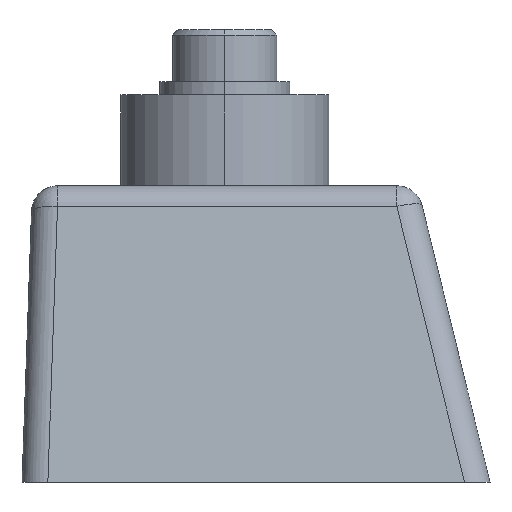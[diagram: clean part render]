
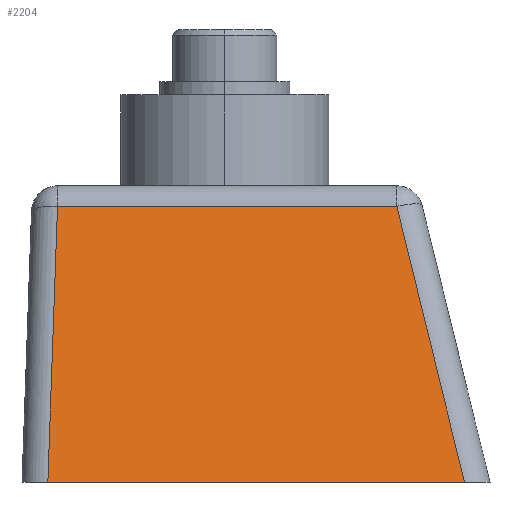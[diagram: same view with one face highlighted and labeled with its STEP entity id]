
A CAD part, left-side view. The second image highlights one B-rep face of the part: STEP entity #2204.
In plain terms, the highlighted planar face has unit normal (-0.979, 0, 0.206).
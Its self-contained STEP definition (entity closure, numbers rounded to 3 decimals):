
#14 = CARTESIAN_POINT ( 'NONE',  ( -9., 9., 0. ) ) ;
#65 = EDGE_LOOP ( 'NONE', ( #1280, #1702, #963, #2093 ) ) ;
#283 = CARTESIAN_POINT ( 'NONE',  ( -9., 8.007, 0. ) ) ;
#288 = EDGE_CURVE ( 'NONE', #1830, #1559, #1339, .T. ) ;
#294 = FACE_OUTER_BOUND ( 'NONE', #65, .T. ) ;
#302 = VECTOR ( 'NONE', #712, 1000. ) ;
#322 = LINE ( 'NONE', #688, #2087 ) ;
#353 = CARTESIAN_POINT ( 'NONE',  ( -6.767, 7.634, 10.606 ) ) ;
#439 = DIRECTION ( 'NONE',  ( -0.206, 0.034, -0.978 ) ) ;
#551 = VECTOR ( 'NONE', #896, 1000. ) ;
#640 = CARTESIAN_POINT ( 'NONE',  ( -8.562, 7.934, 2.081 ) ) ;
#688 = CARTESIAN_POINT ( 'NONE',  ( -8.263, -7.162, 3.499 ) ) ;
#712 = DIRECTION ( 'NONE',  ( 0., -1., 0. ) ) ;
#729 = EDGE_CURVE ( 'NONE', #1698, #1830, #876, .T. ) ;
#832 = DIRECTION ( 'NONE',  ( 0.206, 0., 0.979 ) ) ;
#876 = LINE ( 'NONE', #1075, #551 ) ;
#896 = DIRECTION ( 'NONE',  ( 0., 1., 0. ) ) ;
#952 = CARTESIAN_POINT ( 'NONE',  ( -6.767, -5.416, 10.606 ) ) ;
#956 = VECTOR ( 'NONE', #439, 1000. ) ;
#963 = ORIENTED_EDGE ( 'NONE', *, *, #1916, .T. ) ;
#984 = DIRECTION ( 'NONE',  ( -0.979, 0., 0.206 ) ) ;
#1009 = PLANE ( 'NONE',  #1849 ) ;
#1075 = CARTESIAN_POINT ( 'NONE',  ( -6.767, 0., 10.606 ) ) ;
#1208 = DIRECTION ( 'NONE',  ( 0.2, 0.234, 0.951 ) ) ;
#1280 = ORIENTED_EDGE ( 'NONE', *, *, #729, .T. ) ;
#1339 = LINE ( 'NONE', #640, #956 ) ;
#1497 = EDGE_CURVE ( 'NONE', #1762, #1698, #322, .T. ) ;
#1559 = VERTEX_POINT ( 'NONE', #283 ) ;
#1698 = VERTEX_POINT ( 'NONE', #952 ) ;
#1702 = ORIENTED_EDGE ( 'NONE', *, *, #288, .T. ) ;
#1750 = CARTESIAN_POINT ( 'NONE',  ( -8.618, 0., 1.814 ) ) ;
#1762 = VERTEX_POINT ( 'NONE', #2067 ) ;
#1830 = VERTEX_POINT ( 'NONE', #353 ) ;
#1849 = AXIS2_PLACEMENT_3D ( 'NONE', #1750, #984, #832 ) ;
#1916 = EDGE_CURVE ( 'NONE', #1559, #1762, #2349, .T. ) ;
#2067 = CARTESIAN_POINT ( 'NONE',  ( -9., -8.021, 0. ) ) ;
#2087 = VECTOR ( 'NONE', #1208, 1000. ) ;
#2093 = ORIENTED_EDGE ( 'NONE', *, *, #1497, .T. ) ;
#2204 = ADVANCED_FACE ( 'NONE', ( #294 ), #1009, .T. ) ;
#2349 = LINE ( 'NONE', #14, #302 ) ;
